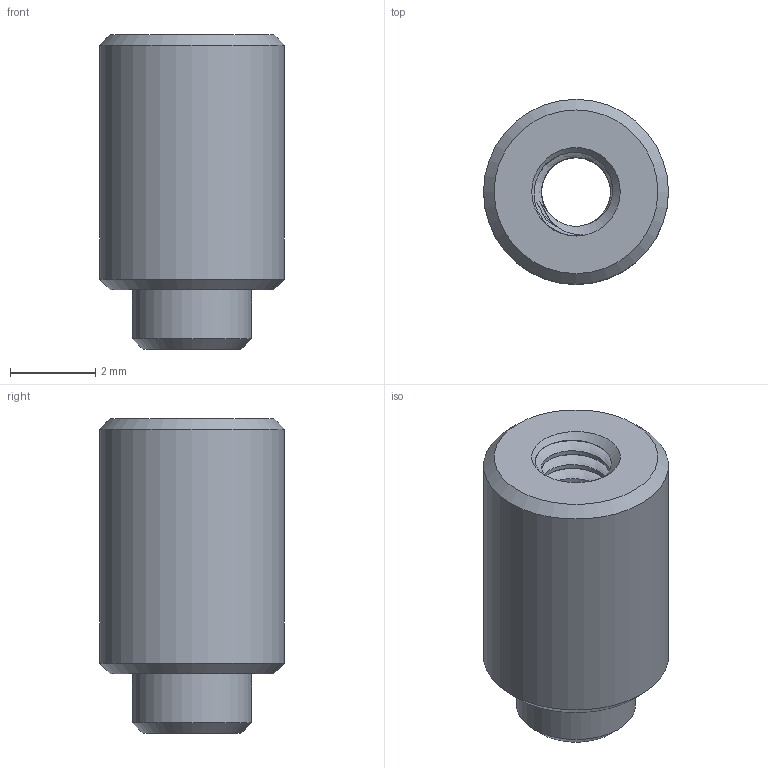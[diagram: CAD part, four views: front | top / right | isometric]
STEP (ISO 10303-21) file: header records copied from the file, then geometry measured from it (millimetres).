
FILE_DESCRIPTION(/* description */ (''),/* implementation_level */ '2;1');
FILE_NAME(/* name */ 'WE-Standoff-9774060243.step',/* time_stamp */ '2021-12-23T16:10:43+01:00',/* author */ (''),/* organization */ (''),/* preprocessor_version */ 'ST-DEVELOPER v18.1',/* originating_system */ 'Autodesk Translation Framework v10.10.0.1391',/* authorisation */ '');
FILE_SCHEMA (('AUTOMOTIVE_DESIGN { 1 0 10303 214 3 1 1 }'));
Length unit declared in the file: millimetre
Products named in the file (1): WE-Standoff-9774060243
Bounding box: 4.35 x 4.35 x 7.4 mm (x, y, z)
Volume: 77.4 mm3; surface area: 181.8 mm2
Topology: 1 solids, 1 shells, 52 faces, 144 edges, 95 vertices
Faces by surface type: cylinder 41, cone 6, plane 3, bspline 2
Full cylindrical faces by diameter (mm): 1.623 x12, 2.074 x3, 2.8 x1, 4.35 x1
Entity records: 4076 total; most frequent: CARTESIAN_POINT 2871, ORIENTED_EDGE 288, DIRECTION 174, EDGE_CURVE 144, VERTEX_POINT 95, B_SPLINE_CURVE_WITH_KNOTS 86, AXIS2_PLACEMENT_3D 65, EDGE_LOOP 55
